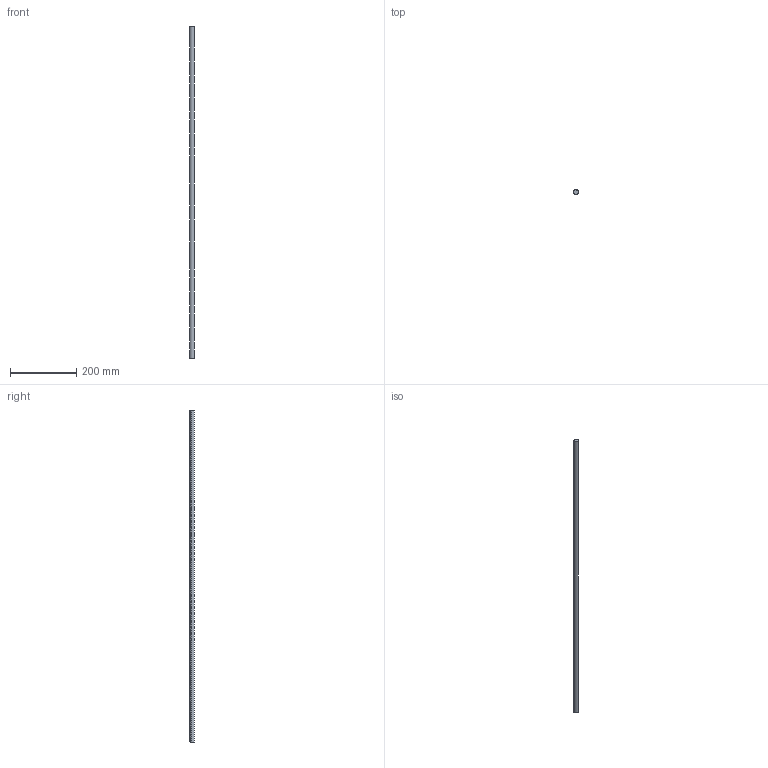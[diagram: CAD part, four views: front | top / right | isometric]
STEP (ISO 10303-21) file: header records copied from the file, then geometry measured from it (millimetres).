
FILE_DESCRIPTION (( 'STEP AP214' ), '1' );
FILE_NAME ('141-015-100.STEP', '2024-11-04T13:48:36', ( '' ), ( '' ), 'SwSTEP 2.0', 'SolidWorks 2021', '' );
FILE_SCHEMA (( 'AUTOMOTIVE_DESIGN' ));
Length unit declared in the file: millimetre
Products named in the file (1): 141-015-100
Bounding box: 15 x 14.8 x 1000 mm (x, y, z)
Volume: 162487.3 mm3; surface area: 55807.8 mm2
Topology: 1 solids, 1 shells, 855 faces, 2559 edges, 1706 vertices
Faces by surface type: plane 852, cylinder 3
Entity records: 28213 total; most frequent: CARTESIAN_POINT 7671, ORIENTED_EDGE 5118, DIRECTION 3427, EDGE_CURVE 2559, VERTEX_POINT 1706, LINE 1703, VECTOR 1703, AXIS2_PLACEMENT_3D 862
